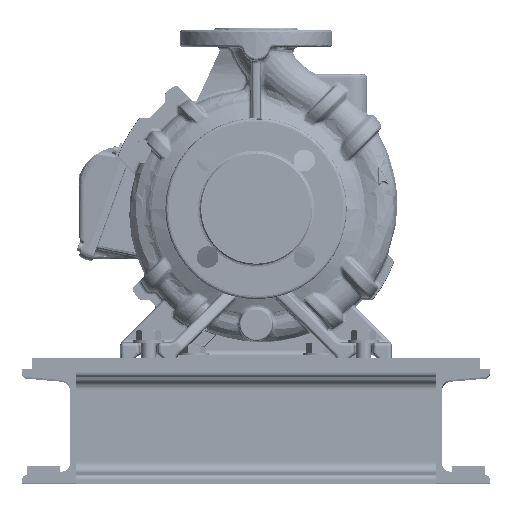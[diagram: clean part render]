
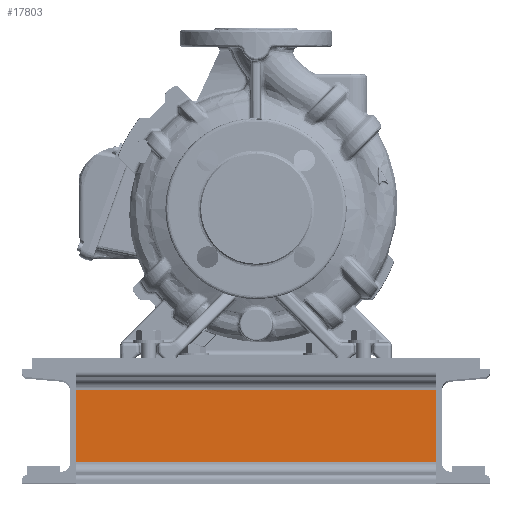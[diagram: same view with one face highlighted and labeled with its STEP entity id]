
A CAD part, top view. The second image highlights one B-rep face of the part: STEP entity #17803.
In plain terms, the highlighted face is planar.
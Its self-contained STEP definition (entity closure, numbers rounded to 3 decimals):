
#2487 = VECTOR ( 'NONE', #353681, 39.37 ) ;
#4151 = LINE ( 'NONE', #168820, #267477 ) ;
#17230 = ORIENTED_EDGE ( 'NONE', *, *, #62995, .T. ) ;
#17803 = ADVANCED_FACE ( 'NONE', ( #108836 ), #192139, .F. ) ;
#18978 = CARTESIAN_POINT ( 'NONE',  ( 0.209, 1.263, 6.25 ) ) ;
#24272 = DIRECTION ( 'NONE',  ( 0., -1., 0. ) ) ;
#26091 = CARTESIAN_POINT ( 'NONE',  ( 0.209, 1.263, 6.25 ) ) ;
#28654 = VECTOR ( 'NONE', #311583, 39.37 ) ;
#62995 = EDGE_CURVE ( 'NONE', #277836, #205775, #198087, .T. ) ;
#81084 = DIRECTION ( 'NONE',  ( 0., 0., 1. ) ) ;
#82886 = DIRECTION ( 'NONE',  ( -1., 0., 0. ) ) ;
#85682 = VECTOR ( 'NONE', #24272, 39.37 ) ;
#85851 = LINE ( 'NONE', #341133, #28654 ) ;
#108836 = FACE_OUTER_BOUND ( 'NONE', #185346, .T. ) ;
#112738 = ORIENTED_EDGE ( 'NONE', *, *, #207026, .T. ) ;
#119603 = VERTEX_POINT ( 'NONE', #137352 ) ;
#137352 = CARTESIAN_POINT ( 'NONE',  ( 0.209, 1.263, -6.25 ) ) ;
#138387 = CARTESIAN_POINT ( 'NONE',  ( 0.209, 1.263, -6.25 ) ) ;
#140969 = CARTESIAN_POINT ( 'NONE',  ( 0.209, -1.263, 6.25 ) ) ;
#143732 = VERTEX_POINT ( 'NONE', #174116 ) ;
#155870 = ORIENTED_EDGE ( 'NONE', *, *, #301989, .F. ) ;
#162925 = AXIS2_PLACEMENT_3D ( 'NONE', #138387, #82886, #81084 ) ;
#168820 = CARTESIAN_POINT ( 'NONE',  ( 0.209, 1.263, -6.25 ) ) ;
#174116 = CARTESIAN_POINT ( 'NONE',  ( 0.209, -1.263, -6.25 ) ) ;
#185346 = EDGE_LOOP ( 'NONE', ( #112738, #17230, #223134, #155870 ) ) ;
#186793 = EDGE_CURVE ( 'NONE', #143732, #205775, #268654, .T. ) ;
#192139 = PLANE ( 'NONE',  #162925 ) ;
#198087 = LINE ( 'NONE', #26091, #85682 ) ;
#205775 = VERTEX_POINT ( 'NONE', #140969 ) ;
#207026 = EDGE_CURVE ( 'NONE', #119603, #277836, #4151, .T. ) ;
#209469 = CARTESIAN_POINT ( 'NONE',  ( 0.209, -1.263, -6.25 ) ) ;
#223134 = ORIENTED_EDGE ( 'NONE', *, *, #186793, .F. ) ;
#267477 = VECTOR ( 'NONE', #313070, 39.37 ) ;
#268654 = LINE ( 'NONE', #209469, #2487 ) ;
#277836 = VERTEX_POINT ( 'NONE', #18978 ) ;
#301989 = EDGE_CURVE ( 'NONE', #119603, #143732, #85851, .T. ) ;
#311583 = DIRECTION ( 'NONE',  ( 0., -1., 0. ) ) ;
#313070 = DIRECTION ( 'NONE',  ( 0., 0., 1. ) ) ;
#341133 = CARTESIAN_POINT ( 'NONE',  ( 0.209, 1.263, -6.25 ) ) ;
#353681 = DIRECTION ( 'NONE',  ( 0., 0., 1. ) ) ;
